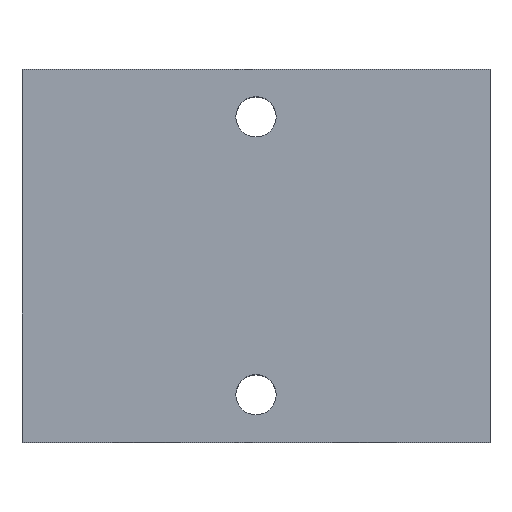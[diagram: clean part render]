
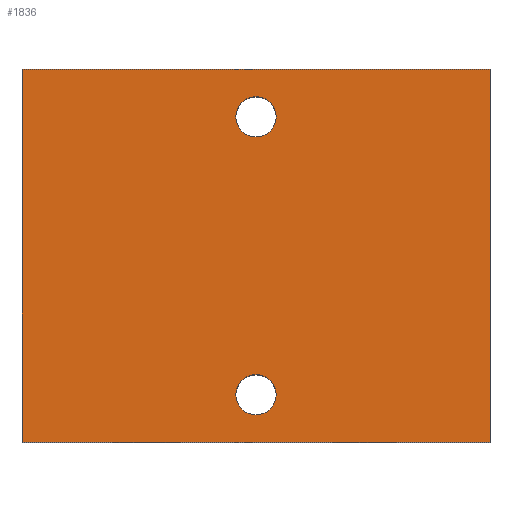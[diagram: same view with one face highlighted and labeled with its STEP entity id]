
A CAD part, top view. The second image highlights one B-rep face of the part: STEP entity #1836.
In plain terms, the highlighted planar face has unit normal (0, 0, 1).
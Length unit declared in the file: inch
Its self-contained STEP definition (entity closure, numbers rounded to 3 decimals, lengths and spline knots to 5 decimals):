
#113=DIRECTION('',(0.,-1.,0.));
#114=VECTOR('',#113,3.188);
#115=CARTESIAN_POINT('',(0.,0.,1.5));
#116=LINE('',#115,#114);
#117=DIRECTION('',(-1.,0.,0.));
#118=VECTOR('',#117,4.);
#119=CARTESIAN_POINT('',(4.,0.,1.5));
#120=LINE('',#119,#118);
#121=DIRECTION('',(0.,1.,0.));
#122=VECTOR('',#121,3.188);
#123=CARTESIAN_POINT('',(4.,-3.188,1.5));
#124=LINE('',#123,#122);
#125=DIRECTION('',(1.,0.,0.));
#126=VECTOR('',#125,4.);
#127=CARTESIAN_POINT('',(0.,-3.188,1.5));
#128=LINE('',#127,#126);
#129=CARTESIAN_POINT('',(2.,-0.406,1.5));
#130=DIRECTION('',(0.,0.,-1.));
#131=DIRECTION('',(-1.,0.,0.));
#132=AXIS2_PLACEMENT_3D('',#129,#130,#131);
#134=CARTESIAN_POINT('',(2.,-0.406,1.5));
#135=DIRECTION('',(0.,0.,-1.));
#136=DIRECTION('',(1.,0.,0.));
#137=AXIS2_PLACEMENT_3D('',#134,#135,#136);
#139=CARTESIAN_POINT('',(2.,-2.781,1.5));
#140=DIRECTION('',(0.,0.,-1.));
#141=DIRECTION('',(-1.,0.,0.));
#142=AXIS2_PLACEMENT_3D('',#139,#140,#141);
#144=CARTESIAN_POINT('',(2.,-2.781,1.5));
#145=DIRECTION('',(0.,0.,-1.));
#146=DIRECTION('',(1.,0.,0.));
#147=AXIS2_PLACEMENT_3D('',#144,#145,#146);
#1509=CARTESIAN_POINT('',(0.,0.,1.5));
#1510=CARTESIAN_POINT('',(0.,-3.188,1.5));
#1511=VERTEX_POINT('',#1509);
#1512=VERTEX_POINT('',#1510);
#1513=CARTESIAN_POINT('',(4.,-3.188,1.5));
#1514=VERTEX_POINT('',#1513);
#1515=CARTESIAN_POINT('',(4.,0.,1.5));
#1516=VERTEX_POINT('',#1515);
#1521=CARTESIAN_POINT('',(1.828,-0.406,1.5));
#1522=CARTESIAN_POINT('',(2.172,-0.406,1.5));
#1523=VERTEX_POINT('',#1521);
#1524=VERTEX_POINT('',#1522);
#1529=CARTESIAN_POINT('',(1.828,-2.781,1.5));
#1530=CARTESIAN_POINT('',(2.172,-2.781,1.5));
#1531=VERTEX_POINT('',#1529);
#1532=VERTEX_POINT('',#1530);
#1813=CARTESIAN_POINT('',(0.,0.,1.5));
#1814=DIRECTION('',(0.,0.,1.));
#1815=DIRECTION('',(1.,0.,0.));
#1816=AXIS2_PLACEMENT_3D('',#1813,#1814,#1815);
#1817=PLANE('',#1816);
#1818=ORIENTED_EDGE('',*,*,#1729,.F.);
#1819=ORIENTED_EDGE('',*,*,#1750,.F.);
#1820=ORIENTED_EDGE('',*,*,#1776,.F.);
#1821=ORIENTED_EDGE('',*,*,#1795,.F.);
#1822=EDGE_LOOP('',(#1818,#1819,#1820,#1821));
#1823=FACE_OUTER_BOUND('',#1822,.F.);
#1825=ORIENTED_EDGE('',*,*,#1824,.F.);
#1827=ORIENTED_EDGE('',*,*,#1826,.F.);
#1828=EDGE_LOOP('',(#1825,#1827));
#1829=FACE_BOUND('',#1828,.F.);
#1831=ORIENTED_EDGE('',*,*,#1830,.F.);
#1833=ORIENTED_EDGE('',*,*,#1832,.F.);
#1834=EDGE_LOOP('',(#1831,#1833));
#1835=FACE_BOUND('',#1834,.F.);
#1836=ADVANCED_FACE('',(#1823,#1829,#1835),#1817,.T.);
#133=CIRCLE('',#132,0.172);
#138=CIRCLE('',#137,0.172);
#143=CIRCLE('',#142,0.172);
#148=CIRCLE('',#147,0.172);
#1729=EDGE_CURVE('',#1511,#1512,#116,.T.);
#1750=EDGE_CURVE('',#1516,#1511,#120,.T.);
#1776=EDGE_CURVE('',#1514,#1516,#124,.T.);
#1795=EDGE_CURVE('',#1512,#1514,#128,.T.);
#1824=EDGE_CURVE('',#1523,#1524,#133,.T.);
#1826=EDGE_CURVE('',#1524,#1523,#138,.T.);
#1830=EDGE_CURVE('',#1531,#1532,#143,.T.);
#1832=EDGE_CURVE('',#1532,#1531,#148,.T.);
